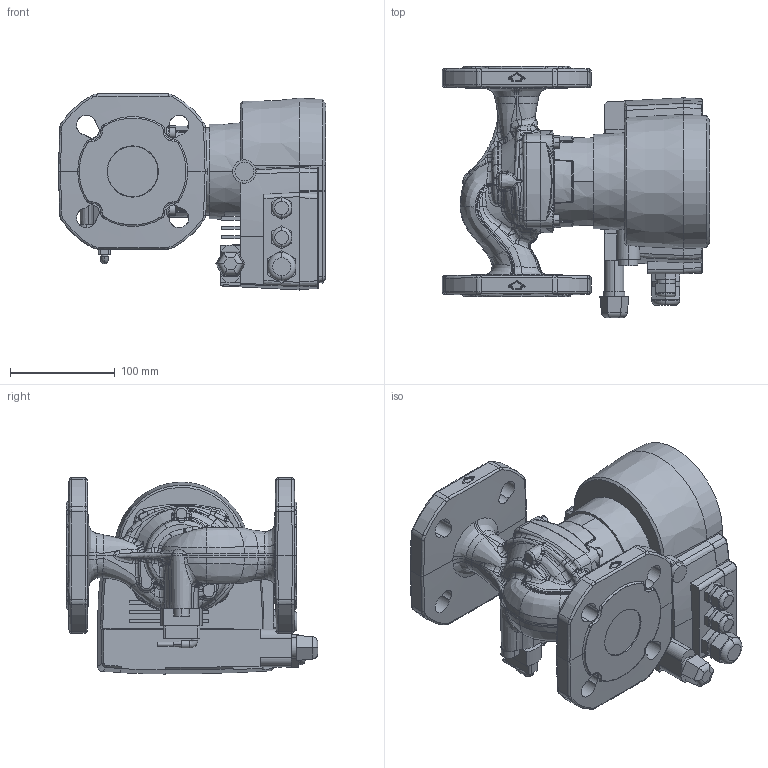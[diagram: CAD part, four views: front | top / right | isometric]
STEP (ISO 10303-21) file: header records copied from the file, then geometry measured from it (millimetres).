
FILE_DESCRIPTION (( 'STEP AP214' ), '1' );
FILE_NAME ('ModulA 50-4 220 961792_00.STEP', '2014-11-03T13:10:54', ( '' ), ( '' ), 'SwSTEP 2.0', 'SolidWorks 2011', '' );
FILE_SCHEMA (( 'AUTOMOTIVE_DESIGN' ));
Length unit declared in the file: millimetre
Products named in the file (1): ModulA 50-4 220 961792_00
Bounding box: 255.15 x 239.82 x 187.11 mm (x, y, z)
Volume: 3963001.4 mm3; surface area: 372446 mm2
Topology: 6 solids, 10 shells, 1461 faces, 3439 edges, 1986 vertices
Faces by surface type: bspline 806, plane 251, cylinder 241, cone 91, torus 58, sphere 14
Entity records: 119594 total; most frequent: CARTESIAN_POINT 76363, ORIENTED_EDGE 6798, DIRECTION 3844, EDGE_CURVE 3399, VERTEX_POINT 1986, B_SPLINE_CURVE_WITH_KNOTS 1672, AXIS2_PLACEMENT_3D 1550, EDGE_LOOP 1507
